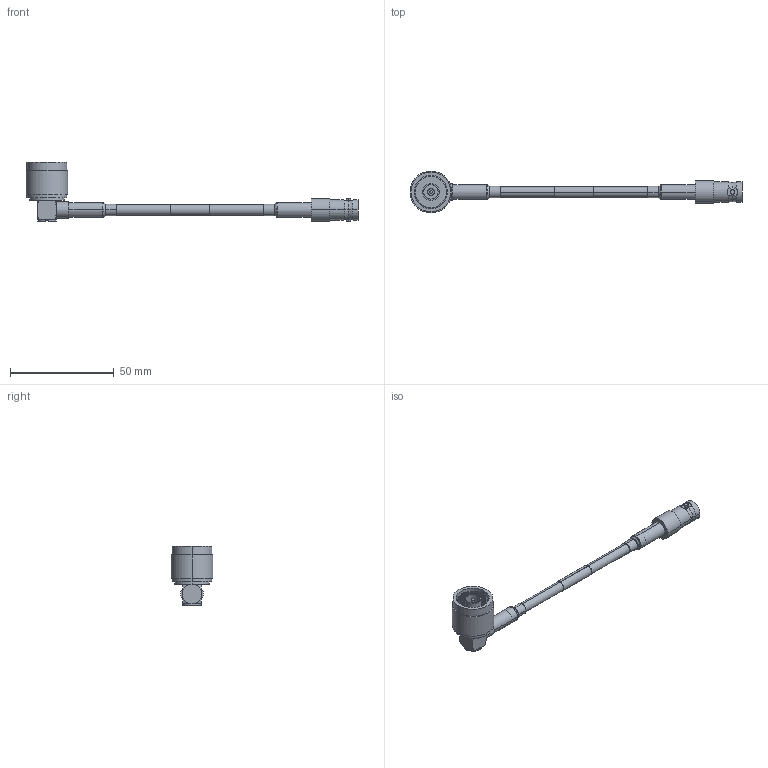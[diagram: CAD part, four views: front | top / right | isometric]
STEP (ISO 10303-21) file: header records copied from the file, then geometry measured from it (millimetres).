
FILE_DESCRIPTION (( 'STEP AP203' ), '1' );
FILE_NAME ('LCCA30701.STEP', '2020-09-24T17:17:39', ( '' ), ( '' ), 'SwSTEP 2.0', 'SolidWorks 2018', '' );
FILE_SCHEMA (( 'CONFIG_CONTROL_DESIGN' ));
Length unit declared in the file: inch
Products named in the file (12): BAC515-MA3; BAC515-MA2; RG58C-PROD; ANM-1716; ANM-1716-MA2; LCCA30701; Part3^LCCA30701; ANM-1716-MA1; BAC515; BAC515-MA1; CA-195R-MA1_.195"x1"
Assembly tree (12 placements, depth 3):
  LCCA30701
    RG58C-PROD
    Part3^LCCA30701
    CA-195R-MA1_.195"x1"  x2
    BAC515
      BAC515-MA2
      BAC515-MA1
      BAC515-MA3
    ANM-1716
      ANM-1716
      ANM-1716-MA1
      ANM-1716-MA2
Bounding box: 159.71 x 20.12 x 28.45 mm (x, y, z)
Volume: 8025.3 mm3; surface area: 11482.5 mm2
Topology: 10 solids, 10 shells, 319 faces, 687 edges, 409 vertices
Faces by surface type: cone 112, cylinder 110, plane 68, torus 28, sphere 1
Entity records: 9653 total; most frequent: CARTESIAN_POINT 1703, DIRECTION 1545, ORIENTED_EDGE 1280, AXIS2_PLACEMENT_3D 657, EDGE_CURVE 640, VERTEX_POINT 383, CIRCLE 343, EDGE_LOOP 333
